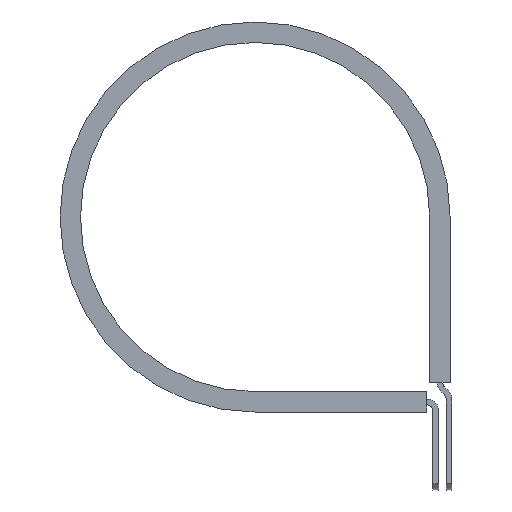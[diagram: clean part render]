
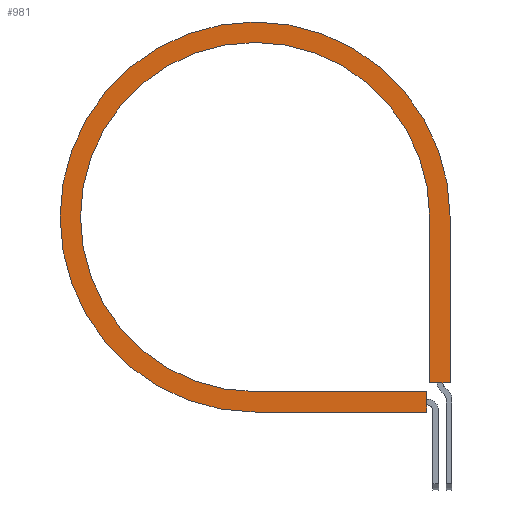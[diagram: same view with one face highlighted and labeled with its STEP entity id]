
A CAD part, front view. The second image highlights one B-rep face of the part: STEP entity #981.
In plain terms, the highlighted planar face has unit normal (0, -1, 0).
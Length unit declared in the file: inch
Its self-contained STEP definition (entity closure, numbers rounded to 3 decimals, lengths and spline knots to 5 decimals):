
#31 = CIRCLE ( 'NONE', #189, 1.4375 ) ;
#141 = CARTESIAN_POINT ( 'NONE',  ( 1.4122, -0.31, -1.4375 ) ) ;
#159 = DIRECTION ( 'NONE',  ( 0., 0., -1. ) ) ;
#182 = DIRECTION ( 'NONE',  ( -1., 0., 0. ) ) ;
#186 = ORIENTED_EDGE ( 'NONE', *, *, #190, .T. ) ;
#187 = DIRECTION ( 'NONE',  ( 0., -1., 0. ) ) ;
#189 = AXIS2_PLACEMENT_3D ( 'NONE', #1463, #702, #1589 ) ;
#190 = EDGE_CURVE ( 'NONE', #1571, #777, #744, .T. ) ;
#192 = CARTESIAN_POINT ( 'NONE',  ( 1.4375, -0.31, 0. ) ) ;
#195 = PLANE ( 'NONE',  #1342 ) ;
#201 = CARTESIAN_POINT ( 'NONE',  ( 1.4122, -0.31, -1.4375 ) ) ;
#248 = VERTEX_POINT ( 'NONE', #141 ) ;
#264 = LINE ( 'NONE', #349, #742 ) ;
#287 = DIRECTION ( 'NONE',  ( 1., 0., 0. ) ) ;
#345 = ORIENTED_EDGE ( 'NONE', *, *, #1010, .T. ) ;
#349 = CARTESIAN_POINT ( 'NONE',  ( 0., -0.31, -1.6055 ) ) ;
#356 = EDGE_CURVE ( 'NONE', #1251, #248, #1337, .T. ) ;
#358 = VECTOR ( 'NONE', #708, 39.37008 ) ;
#396 = VERTEX_POINT ( 'NONE', #1089 ) ;
#443 = VERTEX_POINT ( 'NONE', #684 ) ;
#480 = AXIS2_PLACEMENT_3D ( 'NONE', #528, #743, #1294 ) ;
#485 = CARTESIAN_POINT ( 'NONE',  ( 1.6055, -0.31, 0. ) ) ;
#498 = LINE ( 'NONE', #1140, #1492 ) ;
#503 = DIRECTION ( 'NONE',  ( 0., 0., 1. ) ) ;
#528 = CARTESIAN_POINT ( 'NONE',  ( 0., -0.31, 0. ) ) ;
#571 = CARTESIAN_POINT ( 'NONE',  ( 1.4375, -0.31, 0. ) ) ;
#596 = ORIENTED_EDGE ( 'NONE', *, *, #1312, .T. ) ;
#616 = DIRECTION ( 'NONE',  ( 0., 0., -1. ) ) ;
#636 = ORIENTED_EDGE ( 'NONE', *, *, #755, .T. ) ;
#684 = CARTESIAN_POINT ( 'NONE',  ( 1.4122, -0.31, -1.6055 ) ) ;
#702 = DIRECTION ( 'NONE',  ( 0., -1., 0. ) ) ;
#708 = DIRECTION ( 'NONE',  ( 0., 0., -1. ) ) ;
#718 = CARTESIAN_POINT ( 'NONE',  ( 0., -0.31, -1.4375 ) ) ;
#742 = VECTOR ( 'NONE', #287, 39.37008 ) ;
#743 = DIRECTION ( 'NONE',  ( 0., -1., 0. ) ) ;
#744 = CIRCLE ( 'NONE', #480, 1.6055 ) ;
#755 = EDGE_CURVE ( 'NONE', #777, #443, #264, .T. ) ;
#777 = VERTEX_POINT ( 'NONE', #1692 ) ;
#784 = LINE ( 'NONE', #571, #358 ) ;
#836 = ORIENTED_EDGE ( 'NONE', *, *, #1527, .F. ) ;
#912 = LINE ( 'NONE', #1263, #1566 ) ;
#935 = EDGE_LOOP ( 'NONE', ( #1669, #836, #186, #636, #345, #1439, #1267, #596 ) ) ;
#942 = DIRECTION ( 'NONE',  ( 1., 0., 0. ) ) ;
#956 = VERTEX_POINT ( 'NONE', #1104 ) ;
#981 = ADVANCED_FACE ( 'NONE', ( #1052 ), #195, .T. ) ;
#1001 = VECTOR ( 'NONE', #942, 39.37008 ) ;
#1010 = EDGE_CURVE ( 'NONE', #443, #248, #1532, .T. ) ;
#1052 = FACE_OUTER_BOUND ( 'NONE', #935, .T. ) ;
#1089 = CARTESIAN_POINT ( 'NONE',  ( 1.4375, -0.31, 0. ) ) ;
#1104 = CARTESIAN_POINT ( 'NONE',  ( 1.4375, -0.31, -1.36315 ) ) ;
#1140 = CARTESIAN_POINT ( 'NONE',  ( 1.4375, -0.31, -1.36315 ) ) ;
#1146 = VERTEX_POINT ( 'NONE', #1189 ) ;
#1163 = VECTOR ( 'NONE', #503, 39.37008 ) ;
#1189 = CARTESIAN_POINT ( 'NONE',  ( 1.6055, -0.31, -1.36315 ) ) ;
#1211 = CARTESIAN_POINT ( 'NONE',  ( 0., -0.31, -1.4375 ) ) ;
#1251 = VERTEX_POINT ( 'NONE', #1211 ) ;
#1263 = CARTESIAN_POINT ( 'NONE',  ( 1.6055, -0.31, 0. ) ) ;
#1267 = ORIENTED_EDGE ( 'NONE', *, *, #1289, .F. ) ;
#1289 = EDGE_CURVE ( 'NONE', #396, #1251, #31, .T. ) ;
#1294 = DIRECTION ( 'NONE',  ( 0., 0., -1. ) ) ;
#1312 = EDGE_CURVE ( 'NONE', #396, #956, #784, .T. ) ;
#1337 = LINE ( 'NONE', #718, #1001 ) ;
#1342 = AXIS2_PLACEMENT_3D ( 'NONE', #192, #187, #159 ) ;
#1439 = ORIENTED_EDGE ( 'NONE', *, *, #356, .F. ) ;
#1463 = CARTESIAN_POINT ( 'NONE',  ( 0., -0.31, 0. ) ) ;
#1492 = VECTOR ( 'NONE', #182, 39.37008 ) ;
#1527 = EDGE_CURVE ( 'NONE', #1571, #1146, #912, .T. ) ;
#1532 = LINE ( 'NONE', #201, #1163 ) ;
#1565 = EDGE_CURVE ( 'NONE', #1146, #956, #498, .T. ) ;
#1566 = VECTOR ( 'NONE', #616, 39.37008 ) ;
#1571 = VERTEX_POINT ( 'NONE', #485 ) ;
#1589 = DIRECTION ( 'NONE',  ( 0., 0., -1. ) ) ;
#1669 = ORIENTED_EDGE ( 'NONE', *, *, #1565, .F. ) ;
#1692 = CARTESIAN_POINT ( 'NONE',  ( 0., -0.31, -1.6055 ) ) ;
